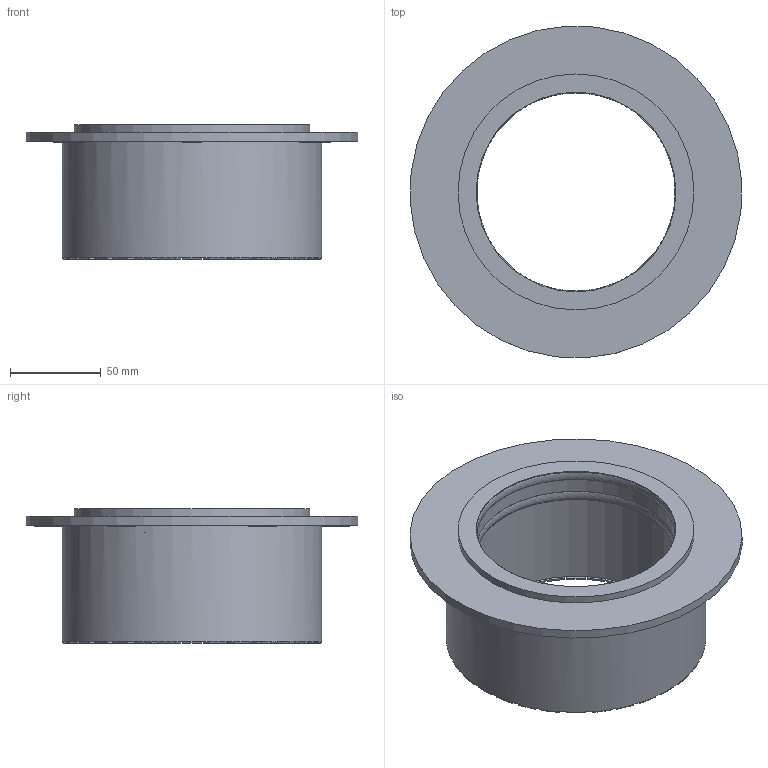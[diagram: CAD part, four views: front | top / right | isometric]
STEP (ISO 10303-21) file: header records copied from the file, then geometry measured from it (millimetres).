
FILE_DESCRIPTION((''),'2;1');
FILE_NAME('SLEEV-IT WT-MAR110M.stp','2014-11-17T14:45:13',('se-emikul'),(''),'Autodesk Inventor 2013','Autodesk Inventor 2013','');
FILE_SCHEMA(('AUTOMOTIVE_DESIGN { 1 0 10303 214 1 1 1 1 }'));
Length unit declared in the file: millimetre
Products named in the file (1): SLEEV-IT WT-MAR110M
Bounding box: 182.71 x 182.71 x 74 mm (x, y, z)
Volume: 447476.4 mm3; surface area: 185375.1 mm2
Topology: 4 solids, 4 shells, 290 faces, 759 edges, 485 vertices
Faces by surface type: plane 232, torus 32, cylinder 23, revolution 2, cone 1
Full cylindrical faces by diameter (mm): 110 x3, 116.2 x1, 119 x1, 119.5 x1, 130 x1, 141.2 x2, 143 x1, 183 x1
Entity records: 9614 total; most frequent: CARTESIAN_POINT 2099, DIRECTION 1492, ORIENTED_EDGE 1492, EDGE_CURVE 746, AXIS2_PLACEMENT_3D 517, VERTEX_POINT 484, VECTOR 456, LINE 456
